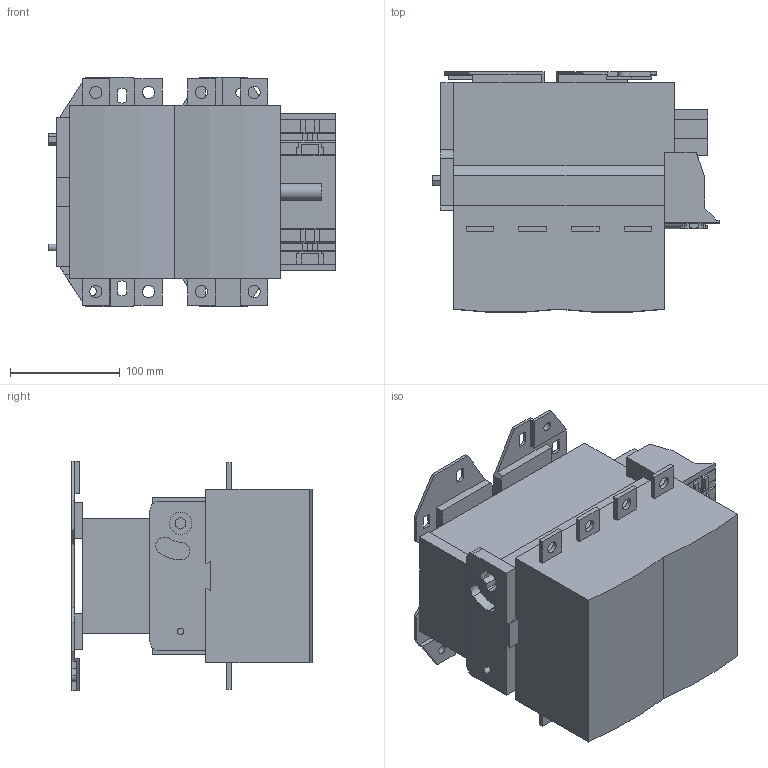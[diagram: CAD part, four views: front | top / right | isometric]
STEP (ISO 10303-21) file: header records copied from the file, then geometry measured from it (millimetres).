
FILE_DESCRIPTION((''),'2;1');
FILE_NAME('LC1F4004P7_ASM','2018-08-15T',('SESA4200'),('Schneider-Electric'),'PRO/ENGINEER BY PARAMETRIC TECHNOLOGY CORPORATION, 2015440','PRO/ENGINEER BY PARAMETRIC TECHNOLOGY CORPORATION, 2015440','');
FILE_SCHEMA(('CONFIG_CONTROL_DESIGN'));
Length unit declared in the file: millimetre
Products named in the file (4): LC1F4004P7_1; LC1F4004P7_3; LC1F4004P7_2; LC1F4004P7_ASM
Assembly tree (3 placements, depth 2):
  LC1F4004P7_ASM
    LC1F4004P7_1
    LC1F4004P7_3
    LC1F4004P7_2
Bounding box: 261 x 218.67 x 209 mm (x, y, z)
Volume: 6012175.1 mm3; surface area: 322016.4 mm2
Topology: 3 solids, 3 shells, 388 faces, 1033 edges, 672 vertices
Faces by surface type: plane 323, cylinder 65
Entity records: 12050 total; most frequent: CARTESIAN_POINT 2109, ORIENTED_EDGE 2066, DIRECTION 1949, EDGE_CURVE 1033, VECTOR 903, LINE 903, VERTEX_POINT 672, AXIS2_PLACEMENT_3D 523
